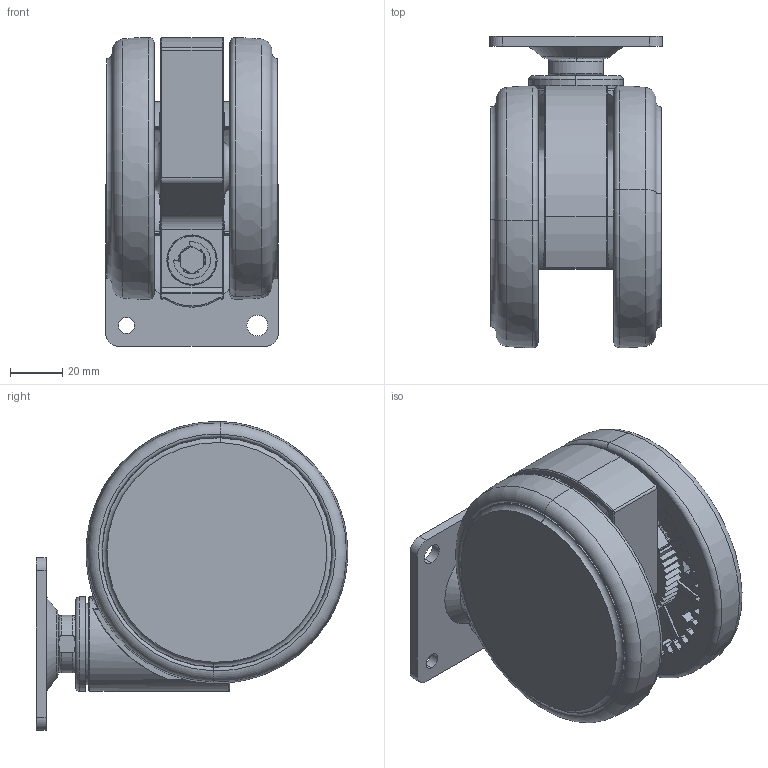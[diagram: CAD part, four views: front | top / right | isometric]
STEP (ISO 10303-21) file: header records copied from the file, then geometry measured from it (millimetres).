
FILE_DESCRIPTION (( 'STEP AP214' ), '1' );
FILE_NAME ('TCA-FZ100.STEP', '2016-08-05T02:26:26', ( '' ), ( '' ), 'SwSTEP 2.0', 'SolidWorks 2015', '' );
FILE_SCHEMA (( 'AUTOMOTIVE_DESIGN' ));
Length unit declared in the file: millimetre
Products named in the file (2): caster; TCA-FZ100
Assembly tree (1 placements, depth 2):
  TCA-FZ100
    caster
Bounding box: 66 x 118.98 x 118 mm (x, y, z)
Volume: 310953.8 mm3; surface area: 131619.4 mm2
Topology: 1 solids, 6 shells, 2377 faces, 6526 edges, 4072 vertices
Faces by surface type: cylinder 1098, plane 801, torus 305, sphere 76, bspline 71, cone 26
Entity records: 78343 total; most frequent: CARTESIAN_POINT 16871, DIRECTION 13693, ORIENTED_EDGE 12784, EDGE_CURVE 6392, AXIS2_PLACEMENT_3D 5213, VERTEX_POINT 4044, LINE 3267, VECTOR 3267
